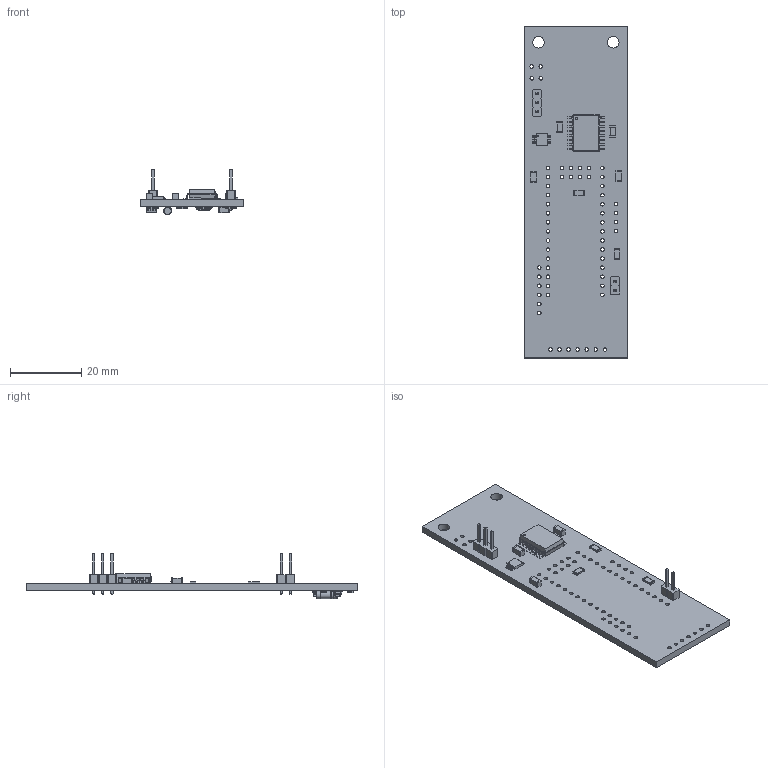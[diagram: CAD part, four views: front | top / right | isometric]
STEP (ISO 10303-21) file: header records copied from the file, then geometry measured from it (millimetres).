
FILE_DESCRIPTION(('KiCad electronic assembly'),'2;1');
FILE_NAME('smart penetrometer.step','2024-04-02T21:49:04',('Pcbnew'),( 'Kicad'),'Open CASCADE STEP processor 7.6','KiCad to STEP converter' ,'Unknown');
FILE_SCHEMA(('AUTOMOTIVE_DESIGN { 1 0 10303 214 1 1 1 1 }'));
Length unit declared in the file: millimetre
Products named in the file (20): smart penetrometer 1; PinHeader_1x02_P2.54mm_Vertical; SOLID; RH_8_1_ADI; COMPOUND; R_1206_3216Metric; PinHeader_1x03_P2.54mm_Vertical; C_1206_3216Metric; SOIC-16W_7.5x10.3mm_P1.27mm; ADS1118QDGSRQ1; SOT-23-5; D_MELF; smart penetrometer PCB
Assembly tree (31 placements, depth 3):
  smart penetrometer 1
    PinHeader_1x02_P2.54mm_Vertical
      SOLID
    RH_8_1_ADI
      COMPOUND
    R_1206_3216Metric  x10
      SOLID
    PinHeader_1x03_P2.54mm_Vertical
      SOLID
    C_1206_3216Metric  x4
      SOLID
    SOIC-16W_7.5x10.3mm_P1.27mm
      SOLID
    ADS1118QDGSRQ1
      COMPOUND
    SOT-23-5
      SOLID
    D_MELF
      SOLID
    smart penetrometer PCB
Bounding box: 28.96 x 93.02 x 12.82 mm (x, y, z)
Volume: 5590.5 mm3; surface area: 7139.3 mm2
Topology: 43 solids, 43 shells, 1286 faces, 3298 edges, 2114 vertices
Faces by surface type: plane 826, cylinder 381, bspline 69, sphere 8, revolution 2
Full cylindrical faces by diameter (mm): 0.155 x1, 0.6 x1, 1 x64, 2.1 x2, 2.12 x1, 2.2 x2, 3.2 x2
Entity records: 68237 total; most frequent: CARTESIAN_POINT 13327, DIRECTION 9199, LINE 6070, VECTOR 6070, ORIENTED_EDGE 4924, PCURVE 4924, DEFINITIONAL_REPRESENTATION 4924, EDGE_CURVE 2462
